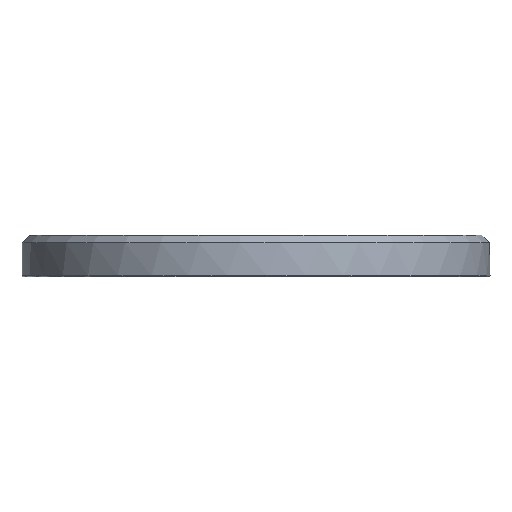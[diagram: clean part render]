
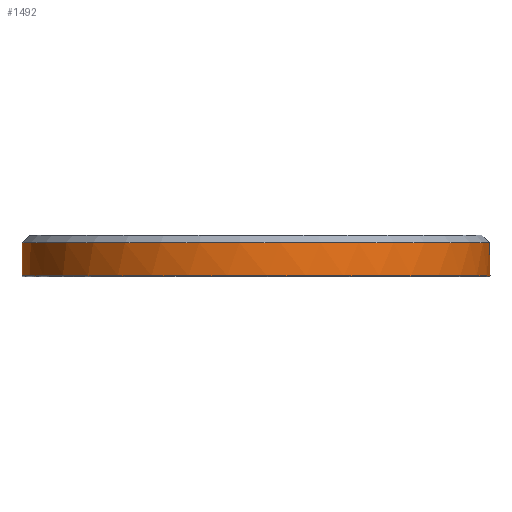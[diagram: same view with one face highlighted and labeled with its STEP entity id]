
A CAD part, front view. The second image highlights one B-rep face of the part: STEP entity #1492.
In plain terms, the highlighted cylindrical face has radius 31 mm (diameter 62 mm), a full revolution.
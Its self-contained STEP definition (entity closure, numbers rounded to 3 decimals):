
#81=CYLINDRICAL_SURFACE('',#1661,31.);
#187=FACE_OUTER_BOUND('',#308,.T.);
#308=EDGE_LOOP('',(#1187,#1188,#1189,#1190,#1191));
#424=LINE('',#2577,#522);
#522=VECTOR('',#2008,31.);
#622=CIRCLE('',#1660,31.);
#623=CIRCLE('',#1662,31.);
#624=CIRCLE('',#1663,31.);
#737=VERTEX_POINT('',#2570);
#738=VERTEX_POINT('',#2574);
#739=VERTEX_POINT('',#2575);
#896=EDGE_CURVE('',#737,#737,#622,.T.);
#897=EDGE_CURVE('',#738,#739,#623,.T.);
#898=EDGE_CURVE('',#738,#737,#424,.T.);
#899=EDGE_CURVE('',#739,#738,#624,.T.);
#1187=ORIENTED_EDGE('',*,*,#897,.F.);
#1188=ORIENTED_EDGE('',*,*,#898,.T.);
#1189=ORIENTED_EDGE('',*,*,#896,.F.);
#1190=ORIENTED_EDGE('',*,*,#898,.F.);
#1191=ORIENTED_EDGE('',*,*,#899,.F.);
#1492=ADVANCED_FACE('',(#187),#81,.T.);
#1660=AXIS2_PLACEMENT_3D('',#2572,#2002,#2003);
#1661=AXIS2_PLACEMENT_3D('',#2573,#2004,#2005);
#1662=AXIS2_PLACEMENT_3D('',#2576,#2006,#2007);
#1663=AXIS2_PLACEMENT_3D('',#2578,#2009,#2010);
#2002=DIRECTION('center_axis',(0.,0.,
1.));
#2003=DIRECTION('ref_axis',(0.97,-0.242,0.));
#2004=DIRECTION('center_axis',(0.,0.,
1.));
#2005=DIRECTION('ref_axis',(0.97,-0.242,0.));
#2006=DIRECTION('center_axis',(0.,0.,
-1.));
#2007=DIRECTION('ref_axis',(-0.996,-0.084,0.));
#2008=DIRECTION('',(0.,0.,1.));
#2009=DIRECTION('center_axis',(0.,0.,
-1.));
#2010=DIRECTION('ref_axis',(-0.996,-0.084,0.));
#2570=CARTESIAN_POINT('',(-30.079,7.5,16.13));
#2572=CARTESIAN_POINT('Origin',(0.,0.,
16.13));
#2573=CARTESIAN_POINT('Origin',(0.,0.,
11.636));
#2574=CARTESIAN_POINT('',(-30.079,7.5,11.736));
#2575=CARTESIAN_POINT('',(31.,0.,11.736));
#2576=CARTESIAN_POINT('Origin',(0.,0.,
11.736));
#2577=CARTESIAN_POINT('',(-30.079,7.5,11.636));
#2578=CARTESIAN_POINT('Origin',(0.,0.,
11.736));
